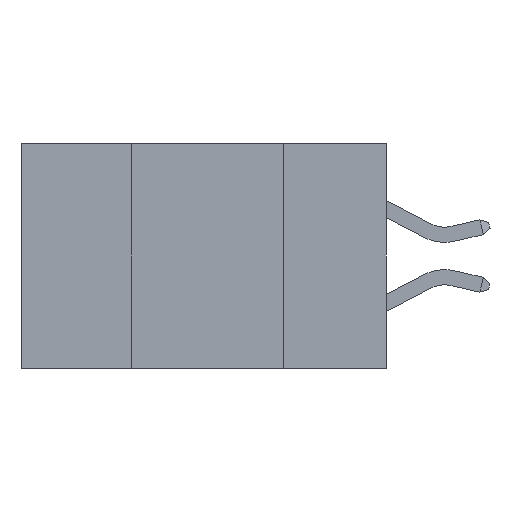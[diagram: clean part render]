
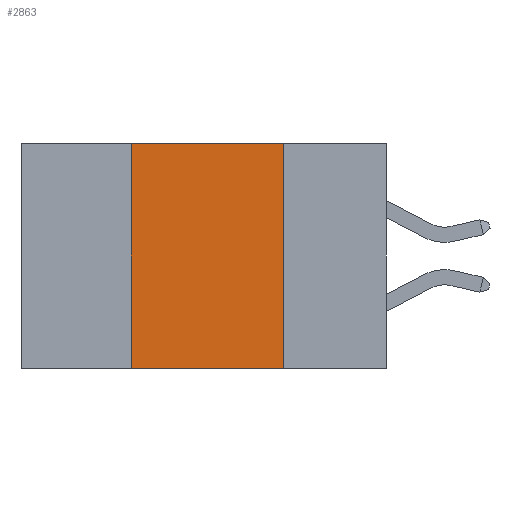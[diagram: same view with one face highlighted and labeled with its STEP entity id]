
A CAD part, left-side view. The second image highlights one B-rep face of the part: STEP entity #2863.
In plain terms, the highlighted planar face has unit normal (-1, 0, 0).
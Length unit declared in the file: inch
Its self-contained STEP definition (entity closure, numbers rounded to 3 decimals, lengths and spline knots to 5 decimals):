
#472 = AXIS2_PLACEMENT_3D ( 'NONE', #2051, #9215, #1015 ) ;
#898 = DIRECTION ( 'NONE',  ( 0., 0., 1. ) ) ;
#1015 = DIRECTION ( 'NONE',  ( 0., 0., -1. ) ) ;
#1473 = ORIENTED_EDGE ( 'NONE', *, *, #8309, .F. ) ;
#1948 = CARTESIAN_POINT ( 'NONE',  ( 0., 0.6, 0. ) ) ;
#1980 = EDGE_CURVE ( 'NONE', #4647, #5364, #8160, .T. ) ;
#2017 = LINE ( 'NONE', #4595, #12441 ) ;
#2051 = CARTESIAN_POINT ( 'NONE',  ( 0., 0.6, 0. ) ) ;
#2863 = ADVANCED_FACE ( 'NONE', ( #14253 ), #10622, .F. ) ;
#3115 = LINE ( 'NONE', #4518, #11448 ) ;
#3205 = ORIENTED_EDGE ( 'NONE', *, *, #1980, .F. ) ;
#3255 = VECTOR ( 'NONE', #8960, 39.37008 ) ;
#4163 = LINE ( 'NONE', #11422, #3255 ) ;
#4484 = VERTEX_POINT ( 'NONE', #7581 ) ;
#4518 = CARTESIAN_POINT ( 'NONE',  ( 0., 0.42, -0.37 ) ) ;
#4522 = DIRECTION ( 'NONE',  ( 0., -1., 0. ) ) ;
#4595 = CARTESIAN_POINT ( 'NONE',  ( 0., 0.6, -0.37 ) ) ;
#4647 = VERTEX_POINT ( 'NONE', #4819 ) ;
#4819 = CARTESIAN_POINT ( 'NONE',  ( 0., 0.42, 0. ) ) ;
#4887 = EDGE_LOOP ( 'NONE', ( #7029, #3205, #1473, #11669 ) ) ;
#5364 = VERTEX_POINT ( 'NONE', #11332 ) ;
#7029 = ORIENTED_EDGE ( 'NONE', *, *, #11231, .F. ) ;
#7581 = CARTESIAN_POINT ( 'NONE',  ( 0., 0.42, -0.37 ) ) ;
#8160 = LINE ( 'NONE', #1948, #14121 ) ;
#8309 = EDGE_CURVE ( 'NONE', #4484, #4647, #3115, .T. ) ;
#8960 = DIRECTION ( 'NONE',  ( 0., 0., -1. ) ) ;
#9215 = DIRECTION ( 'NONE',  ( 1., 0., 0. ) ) ;
#9590 = EDGE_CURVE ( 'NONE', #4484, #15378, #2017, .T. ) ;
#10622 = PLANE ( 'NONE',  #472 ) ;
#11231 = EDGE_CURVE ( 'NONE', #5364, #15378, #4163, .T. ) ;
#11332 = CARTESIAN_POINT ( 'NONE',  ( 0., 0.17, 0. ) ) ;
#11422 = CARTESIAN_POINT ( 'NONE',  ( 0., 0.17, -0.37 ) ) ;
#11448 = VECTOR ( 'NONE', #898, 39.37008 ) ;
#11669 = ORIENTED_EDGE ( 'NONE', *, *, #9590, .T. ) ;
#12441 = VECTOR ( 'NONE', #4522, 39.37008 ) ;
#12907 = DIRECTION ( 'NONE',  ( 0., -1., 0. ) ) ;
#14121 = VECTOR ( 'NONE', #12907, 39.37008 ) ;
#14253 = FACE_OUTER_BOUND ( 'NONE', #4887, .T. ) ;
#14406 = CARTESIAN_POINT ( 'NONE',  ( 0., 0.17, -0.37 ) ) ;
#15378 = VERTEX_POINT ( 'NONE', #14406 ) ;
